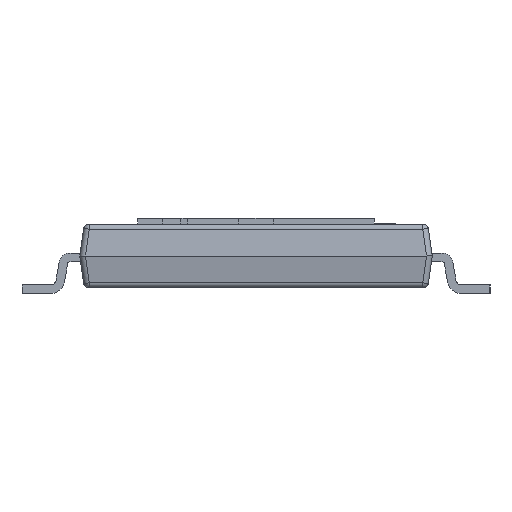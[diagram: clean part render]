
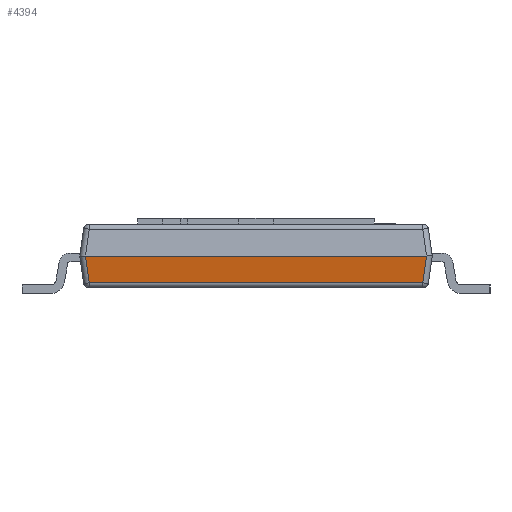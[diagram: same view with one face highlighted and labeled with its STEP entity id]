
A CAD part, left-side view. The second image highlights one B-rep face of the part: STEP entity #4394.
In plain terms, the highlighted planar face has unit normal (-0.99, 0, -0.139).
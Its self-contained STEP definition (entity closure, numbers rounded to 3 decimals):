
#999 = DIRECTION ( 'NONE',  ( 0., -1., 0. ) ) ;
#2200 = LINE ( 'NONE', #36987, #5814 ) ;
#2911 = CARTESIAN_POINT ( 'NONE',  ( -7., 3.05, 0. ) ) ;
#3304 = DIRECTION ( 'NONE',  ( -0.139, 0., 0.99 ) ) ;
#4394 = ADVANCED_FACE ( 'NONE', ( #23974 ), #17698, .T. ) ;
#5814 = VECTOR ( 'NONE', #23681, 1000. ) ;
#6032 = VECTOR ( 'NONE', #39838, 1000. ) ;
#7414 = ORIENTED_EDGE ( 'NONE', *, *, #13475, .T. ) ;
#12490 = DIRECTION ( 'NONE',  ( -0.99, 0., -0.139 ) ) ;
#12493 = VECTOR ( 'NONE', #26285, 1000. ) ;
#13475 = EDGE_CURVE ( 'NONE', #39798, #33482, #33623, .T. ) ;
#13521 = LINE ( 'NONE', #13936, #12493 ) ;
#13936 = CARTESIAN_POINT ( 'NONE',  ( -7.002, 2.953, 0.013 ) ) ;
#14218 = CARTESIAN_POINT ( 'NONE',  ( -6.886, -2.837, -0.811 ) ) ;
#14492 = VECTOR ( 'NONE', #999, 1000. ) ;
#15598 = CARTESIAN_POINT ( 'NONE',  ( -6.935, 2.886, -0.464 ) ) ;
#16206 = LINE ( 'NONE', #19317, #14492 ) ;
#17698 = PLANE ( 'NONE',  #22317 ) ;
#19317 = CARTESIAN_POINT ( 'NONE',  ( -6.935, -2.973, -0.464 ) ) ;
#20650 = ORIENTED_EDGE ( 'NONE', *, *, #35058, .T. ) ;
#22317 = AXIS2_PLACEMENT_3D ( 'NONE', #2911, #12490, #3304 ) ;
#22535 = EDGE_CURVE ( 'NONE', #22848, #33482, #2200, .T. ) ;
#22848 = VERTEX_POINT ( 'NONE', #26315 ) ;
#23475 = EDGE_LOOP ( 'NONE', ( #20650, #7414, #37879, #29180 ) ) ;
#23681 = DIRECTION ( 'NONE',  ( 0., -1., 0. ) ) ;
#23974 = FACE_OUTER_BOUND ( 'NONE', #23475, .T. ) ;
#26285 = DIRECTION ( 'NONE',  ( 0.138, -0.138, -0.981 ) ) ;
#26315 = CARTESIAN_POINT ( 'NONE',  ( -7., 2.951, 0. ) ) ;
#29180 = ORIENTED_EDGE ( 'NONE', *, *, #34785, .T. ) ;
#30146 = VERTEX_POINT ( 'NONE', #15598 ) ;
#33026 = CARTESIAN_POINT ( 'NONE',  ( -7., -2.951, 0. ) ) ;
#33482 = VERTEX_POINT ( 'NONE', #33026 ) ;
#33623 = LINE ( 'NONE', #14218, #6032 ) ;
#34785 = EDGE_CURVE ( 'NONE', #22848, #30146, #13521, .T. ) ;
#35058 = EDGE_CURVE ( 'NONE', #30146, #39798, #16206, .T. ) ;
#36987 = CARTESIAN_POINT ( 'NONE',  ( -7., 3.05, 0. ) ) ;
#37879 = ORIENTED_EDGE ( 'NONE', *, *, #22535, .F. ) ;
#39439 = CARTESIAN_POINT ( 'NONE',  ( -6.935, -2.886, -0.464 ) ) ;
#39798 = VERTEX_POINT ( 'NONE', #39439 ) ;
#39838 = DIRECTION ( 'NONE',  ( -0.138, -0.138, 0.981 ) ) ;
